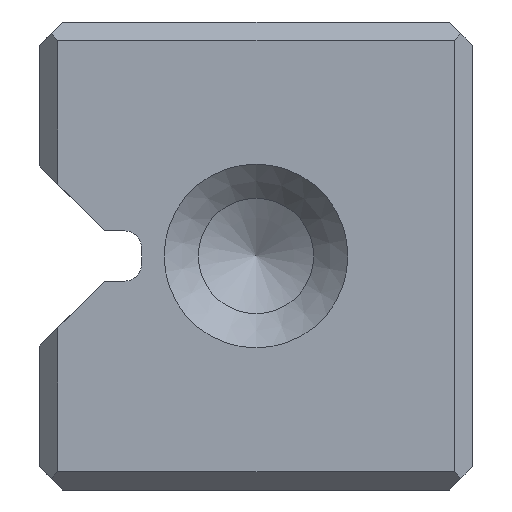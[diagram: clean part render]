
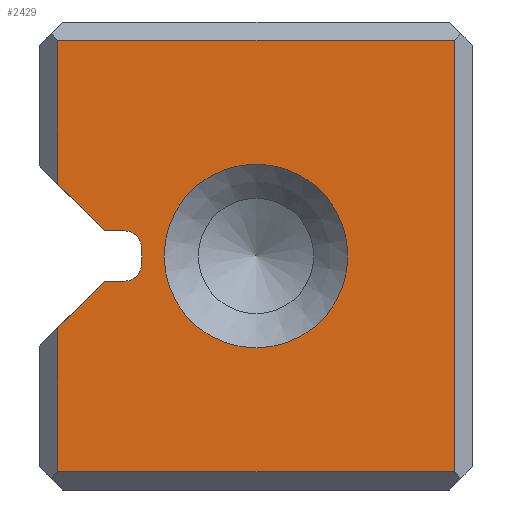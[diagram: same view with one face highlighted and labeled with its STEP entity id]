
A CAD part, left-side view. The second image highlights one B-rep face of the part: STEP entity #2429.
In plain terms, the highlighted planar face has unit normal (-1, 0, 0).
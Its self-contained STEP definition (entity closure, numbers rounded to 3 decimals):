
#2429=ADVANCED_FACE('',(#3232,#3233),#2767,.T.);
#2767=PLANE('',#8226);
#2997=CIRCLE('',#8223,1.);
#2998=CIRCLE('',#8224,1.);
#2999=CIRCLE('',#8225,5.5);
#3232=FACE_BOUND('',#3326,.T.);
#3233=FACE_BOUND('',#3327,.T.);
#3326=EDGE_LOOP('',(#3928,#3929,#3930,#3931,#3932,#3933,#3934,#3935,#3936,
#3937,#3938,#3939));
#3327=EDGE_LOOP('',(#3940));
#3928=ORIENTED_EDGE('',*,*,#6258,.T.);
#3929=ORIENTED_EDGE('',*,*,#6259,.T.);
#3930=ORIENTED_EDGE('',*,*,#6260,.T.);
#3931=ORIENTED_EDGE('',*,*,#6261,.T.);
#3932=ORIENTED_EDGE('',*,*,#6262,.T.);
#3933=ORIENTED_EDGE('',*,*,#6263,.T.);
#3934=ORIENTED_EDGE('',*,*,#6264,.T.);
#3935=ORIENTED_EDGE('',*,*,#6265,.F.);
#3936=ORIENTED_EDGE('',*,*,#6266,.T.);
#3937=ORIENTED_EDGE('',*,*,#6267,.F.);
#3938=ORIENTED_EDGE('',*,*,#6268,.T.);
#3939=ORIENTED_EDGE('',*,*,#6269,.F.);
#3940=ORIENTED_EDGE('',*,*,#6270,.F.);
#5668=VERTEX_POINT('',#10418);
#5669=VERTEX_POINT('',#10419);
#5670=VERTEX_POINT('',#10421);
#5671=VERTEX_POINT('',#10423);
#5672=VERTEX_POINT('',#10425);
#5673=VERTEX_POINT('',#10427);
#5674=VERTEX_POINT('',#10429);
#5675=VERTEX_POINT('',#10431);
#5676=VERTEX_POINT('',#10433);
#5677=VERTEX_POINT('',#10435);
#5678=VERTEX_POINT('',#10437);
#5679=VERTEX_POINT('',#10439);
#5680=VERTEX_POINT('',#10442);
#6258=EDGE_CURVE('',#5668,#5669,#7049,.T.);
#6259=EDGE_CURVE('',#5669,#5670,#7050,.T.);
#6260=EDGE_CURVE('',#5670,#5671,#7051,.T.);
#6261=EDGE_CURVE('',#5671,#5672,#7052,.T.);
#6262=EDGE_CURVE('',#5672,#5673,#7053,.T.);
#6263=EDGE_CURVE('',#5673,#5674,#7054,.T.);
#6264=EDGE_CURVE('',#5674,#5675,#7055,.T.);
#6265=EDGE_CURVE('',#5676,#5675,#7056,.T.);
#6266=EDGE_CURVE('',#5676,#5677,#2997,.T.);
#6267=EDGE_CURVE('',#5678,#5677,#7057,.T.);
#6268=EDGE_CURVE('',#5678,#5679,#2998,.T.);
#6269=EDGE_CURVE('',#5668,#5679,#7058,.T.);
#6270=EDGE_CURVE('',#5680,#5680,#2999,.T.);
#7049=LINE('',#10417,#7711);
#7050=LINE('',#10420,#7712);
#7051=LINE('',#10422,#7713);
#7052=LINE('',#10424,#7714);
#7053=LINE('',#10426,#7715);
#7054=LINE('',#10428,#7716);
#7055=LINE('',#10430,#7717);
#7056=LINE('',#10432,#7718);
#7057=LINE('',#10436,#7719);
#7058=LINE('',#10440,#7720);
#7711=VECTOR('',#8660,1.);
#7712=VECTOR('',#8661,1.);
#7713=VECTOR('',#8662,1.);
#7714=VECTOR('',#8663,1.);
#7715=VECTOR('',#8664,1.);
#7716=VECTOR('',#8665,1.);
#7717=VECTOR('',#8666,1.);
#7718=VECTOR('',#8667,1.);
#7719=VECTOR('',#8670,1.);
#7720=VECTOR('',#8673,1.);
#8223=AXIS2_PLACEMENT_3D('',#10434,#8668,#8669);
#8224=AXIS2_PLACEMENT_3D('',#10438,#8671,#8672);
#8225=AXIS2_PLACEMENT_3D('',#10441,#8674,#8675);
#8226=AXIS2_PLACEMENT_3D('',#10443,#8676,#8677);
#8660=DIRECTION('',(0.,0.707,-0.707));
#8661=DIRECTION('',(0.,0.,-1.));
#8662=DIRECTION('',(0.,-1.,0.));
#8663=DIRECTION('',(0.,0.,1.));
#8664=DIRECTION('',(0.,1.,0.));
#8665=DIRECTION('',(0.,0.,-1.));
#8666=DIRECTION('',(0.,-0.707,-0.707));
#8667=DIRECTION('',(0.,1.,0.));
#8668=DIRECTION('',(1.,0.,0.));
#8669=DIRECTION('',(0.,0.,1.));
#8670=DIRECTION('',(0.,0.,1.));
#8671=DIRECTION('',(1.,0.,0.));
#8672=DIRECTION('',(0.,0.,1.));
#8673=DIRECTION('',(0.,-1.,0.));
#8674=DIRECTION('',(-1.,0.,0.));
#8675=DIRECTION('',(0.,0.,1.));
#8676=DIRECTION('',(-1.,0.,0.));
#8677=DIRECTION('',(0.,1.,0.));
#10417=CARTESIAN_POINT('',(-100.,22.662,11.862));
#10418=CARTESIAN_POINT('',(-100.,34.42,0.105));
#10419=CARTESIAN_POINT('',(-100.,37.205,-2.68));
#10420=CARTESIAN_POINT('',(-100.,37.205,1.605));
#10421=CARTESIAN_POINT('',(-100.,37.205,-11.295));
#10422=CARTESIAN_POINT('',(-100.,12.405,-11.295));
#10423=CARTESIAN_POINT('',(-100.,13.505,-11.295));
#10424=CARTESIAN_POINT('',(-100.,13.505,1.605));
#10425=CARTESIAN_POINT('',(-100.,13.505,14.505));
#10426=CARTESIAN_POINT('',(-100.,12.405,14.505));
#10427=CARTESIAN_POINT('',(-100.,37.205,14.505));
#10428=CARTESIAN_POINT('',(-100.,37.205,1.605));
#10429=CARTESIAN_POINT('',(-100.,37.205,5.89));
#10430=CARTESIAN_POINT('',(-100.,22.662,-8.652));
#10431=CARTESIAN_POINT('',(-100.,34.42,3.105));
#10432=CARTESIAN_POINT('',(-100.,12.405,3.105));
#10433=CARTESIAN_POINT('',(-100.,33.205,3.105));
#10434=CARTESIAN_POINT('',(-100.,33.205,2.105));
#10435=CARTESIAN_POINT('',(-100.,32.205,2.105));
#10436=CARTESIAN_POINT('',(-100.,32.205,1.605));
#10437=CARTESIAN_POINT('',(-100.,32.205,1.105));
#10438=CARTESIAN_POINT('',(-100.,33.205,1.105));
#10439=CARTESIAN_POINT('',(-100.,33.205,0.105));
#10440=CARTESIAN_POINT('',(-100.,12.405,0.105));
#10441=CARTESIAN_POINT('',(-100.,25.355,1.605));
#10442=CARTESIAN_POINT('',(-100.,25.355,7.105));
#10443=CARTESIAN_POINT('',(-100.,12.405,1.605));
